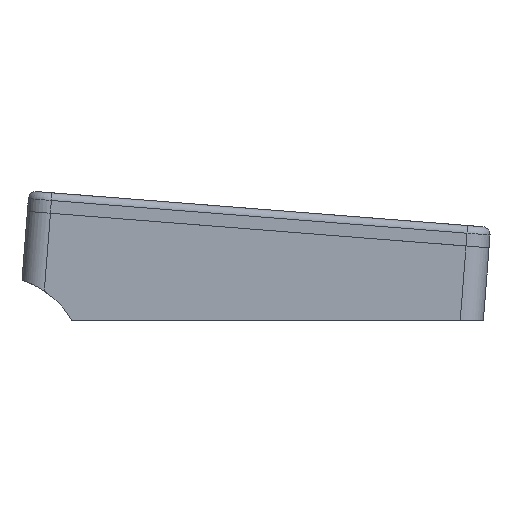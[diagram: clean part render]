
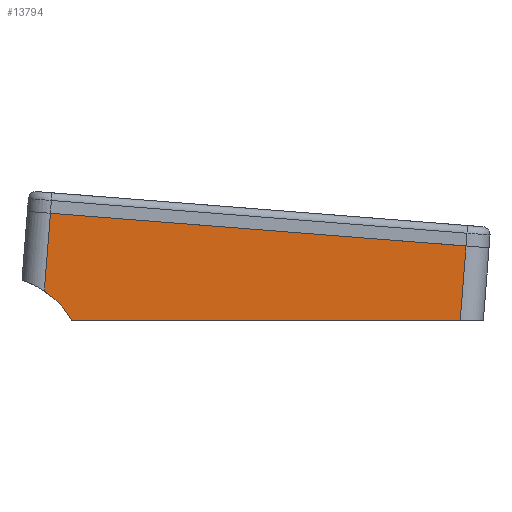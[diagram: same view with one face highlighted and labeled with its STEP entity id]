
A CAD part, left-side view. The second image highlights one B-rep face of the part: STEP entity #13794.
In plain terms, the highlighted planar face has unit normal (-1, 0, 0).
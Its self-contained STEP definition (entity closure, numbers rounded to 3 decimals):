
#1156=FACE_OUTER_BOUND('',#1979,.T.);
#1979=EDGE_LOOP('',(#12338,#12339,#12340,#12341,#12342));
#2681=CIRCLE('',#15113,17.464);
#3847=LINE('',#23774,#5184);
#3923=LINE('',#24101,#5260);
#3925=LINE('',#24104,#5262);
#3927=LINE('',#24108,#5264);
#5184=VECTOR('',#18650,10.);
#5260=VECTOR('',#18898,10.);
#5262=VECTOR('',#18902,10.);
#5264=VECTOR('',#18906,10.);
#6523=VERTEX_POINT('',#23771);
#6524=VERTEX_POINT('',#23773);
#6616=VERTEX_POINT('',#24098);
#6617=VERTEX_POINT('',#24100);
#6618=VERTEX_POINT('',#24107);
#8430=EDGE_CURVE('',#6523,#6524,#3847,.T.);
#8558=EDGE_CURVE('',#6616,#6617,#3923,.T.);
#8560=EDGE_CURVE('',#6524,#6616,#3925,.T.);
#8562=EDGE_CURVE('',#6618,#6523,#3927,.T.);
#8563=EDGE_CURVE('',#6617,#6618,#2681,.T.);
#12338=ORIENTED_EDGE('',*,*,#8560,.F.);
#12339=ORIENTED_EDGE('',*,*,#8430,.F.);
#12340=ORIENTED_EDGE('',*,*,#8562,.F.);
#12341=ORIENTED_EDGE('',*,*,#8563,.F.);
#12342=ORIENTED_EDGE('',*,*,#8558,.F.);
#13134=PLANE('',#15112);
#13794=ADVANCED_FACE('',(#1156),#13134,.T.);
#15112=AXIS2_PLACEMENT_3D('',#24106,#18904,#18905);
#15113=AXIS2_PLACEMENT_3D('',#24109,#18907,#18908);
#18650=DIRECTION('',(0.,-0.997,-0.078));
#18898=DIRECTION('',(0.,1.,0.));
#18902=DIRECTION('',(0.,0.078,-0.997));
#18904=DIRECTION('center_axis',(-1.,0.,0.));
#18905=DIRECTION('ref_axis',(0.,0.997,0.078));
#18906=DIRECTION('',(0.,-0.078,0.997));
#18907=DIRECTION('center_axis',(-1.,0.,0.));
#18908=DIRECTION('ref_axis',(0.,-1.,0.));
#23771=CARTESIAN_POINT('',(-4.,2.119,21.688));
#23773=CARTESIAN_POINT('',(-4.,-78.881,15.313));
#23774=CARTESIAN_POINT('',(-4.,-60.874,16.73));
#24098=CARTESIAN_POINT('',(-4.,-77.74,0.803));
#24100=CARTESIAN_POINT('',(-4.,-2.083,0.803));
#24101=CARTESIAN_POINT('',(-4.,-82.763,0.803));
#24104=CARTESIAN_POINT('',(-4.,-78.787,14.116));
#24106=CARTESIAN_POINT('Origin',(-4.,-83.273,13.763));
#24107=CARTESIAN_POINT('',(-4.,3.312,6.531));
#24108=CARTESIAN_POINT('',(-4.,2.214,20.491));
#24109=CARTESIAN_POINT('Origin',(-4.,13.,-8.));
